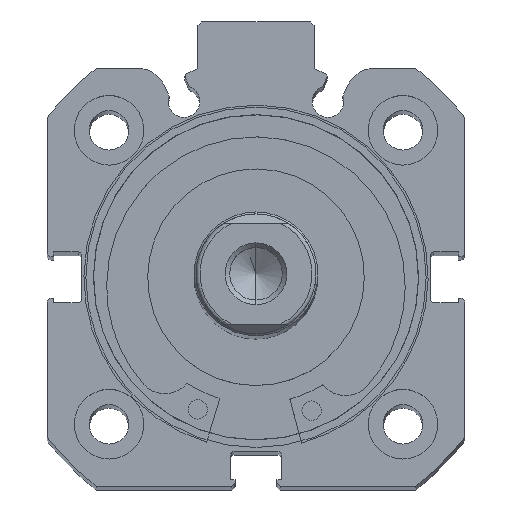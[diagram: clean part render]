
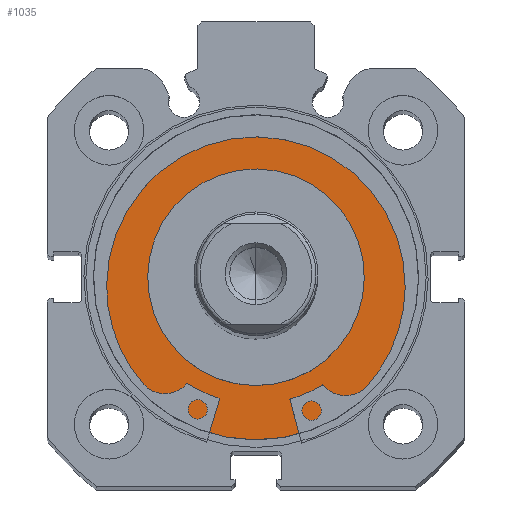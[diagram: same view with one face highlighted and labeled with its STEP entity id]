
A CAD part, top view. The second image highlights one B-rep face of the part: STEP entity #1035.
In plain terms, the highlighted face is planar.
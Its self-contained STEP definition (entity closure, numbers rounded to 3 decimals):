
#604 = EDGE_CURVE ( 'NONE', #6252, #6054, #1789, .T. ) ;
#609 = EDGE_CURVE ( 'NONE', #6102, #6106, #1796, .T. ) ;
#617 = EDGE_CURVE ( 'NONE', #6106, #6102, #1804, .T. ) ;
#618 = EDGE_CURVE ( 'NONE', #6054, #6252, #1805, .T. ) ;
#1035 = ADVANCED_FACE ( 'NONE', ( #2154, #2160 ), #4244, .F. ) ;
#1789 = CIRCLE ( 'NONE', #3550, 21. ) ;
#1796 = CIRCLE ( 'NONE', #3554, 14. ) ;
#1804 = CIRCLE ( 'NONE', #3558, 14. ) ;
#1805 = CIRCLE ( 'NONE', #3559, 21. ) ;
#2154 = FACE_BOUND ( 'NONE', #7563, .T. ) ;
#2160 = FACE_OUTER_BOUND ( 'NONE', #7567, .T. ) ;
#3060 = CARTESIAN_POINT ( 'NONE',  ( 3.5, 0., 0. ) ) ;
#3061 = DIRECTION ( 'NONE',  ( -1., 0., 0. ) ) ;
#3062 = DIRECTION ( 'NONE',  ( 0., 0., 1. ) ) ;
#3070 = CARTESIAN_POINT ( 'NONE',  ( 3.5, 0., 0. ) ) ;
#3071 = DIRECTION ( 'NONE',  ( -1., 0., 0. ) ) ;
#3072 = DIRECTION ( 'NONE',  ( 0., 0., 1. ) ) ;
#3087 = CARTESIAN_POINT ( 'NONE',  ( 3.5, 0., 0. ) ) ;
#3090 = CARTESIAN_POINT ( 'NONE',  ( 3.5, 0., 0. ) ) ;
#3094 = DIRECTION ( 'NONE',  ( -1., 0., 0. ) ) ;
#3095 = DIRECTION ( 'NONE',  ( 0., 0., 1. ) ) ;
#3097 = DIRECTION ( 'NONE',  ( -1., 0., 0. ) ) ;
#3098 = DIRECTION ( 'NONE',  ( 0., 0., 1. ) ) ;
#3550 = AXIS2_PLACEMENT_3D ( 'NONE', #3060, #3061, #3062 ) ;
#3554 = AXIS2_PLACEMENT_3D ( 'NONE', #3070, #3071, #3072 ) ;
#3558 = AXIS2_PLACEMENT_3D ( 'NONE', #3087, #3094, #3095 ) ;
#3559 = AXIS2_PLACEMENT_3D ( 'NONE', #3090, #3097, #3098 ) ;
#3730 = AXIS2_PLACEMENT_3D ( 'NONE', #4243, #4245, #4246 ) ;
#4243 = CARTESIAN_POINT ( 'NONE',  ( 3.5, 21., 0. ) ) ;
#4244 = PLANE ( 'NONE',  #3730 ) ;
#4245 = DIRECTION ( 'NONE',  ( 1., 0., 0. ) ) ;
#4246 = DIRECTION ( 'NONE',  ( 0., 0., -1. ) ) ;
#5082 = CARTESIAN_POINT ( 'NONE',  ( 3.5, 0., -21. ) ) ;
#5117 = CARTESIAN_POINT ( 'NONE',  ( 3.5, 0., 14. ) ) ;
#5121 = CARTESIAN_POINT ( 'NONE',  ( 3.5, 0., -14. ) ) ;
#5207 = CARTESIAN_POINT ( 'NONE',  ( 3.5, 0., 21. ) ) ;
#6054 = VERTEX_POINT ( 'NONE', #5082 ) ;
#6102 = VERTEX_POINT ( 'NONE', #5117 ) ;
#6106 = VERTEX_POINT ( 'NONE', #5121 ) ;
#6252 = VERTEX_POINT ( 'NONE', #5207 ) ;
#7463 = ORIENTED_EDGE ( 'NONE', *, *, #609, .F. ) ;
#7464 = ORIENTED_EDGE ( 'NONE', *, *, #617, .F. ) ;
#7465 = ORIENTED_EDGE ( 'NONE', *, *, #604, .T. ) ;
#7466 = ORIENTED_EDGE ( 'NONE', *, *, #618, .T. ) ;
#7563 = EDGE_LOOP ( 'NONE', ( #7463, #7464 ) ) ;
#7567 = EDGE_LOOP ( 'NONE', ( #7465, #7466 ) ) ;
